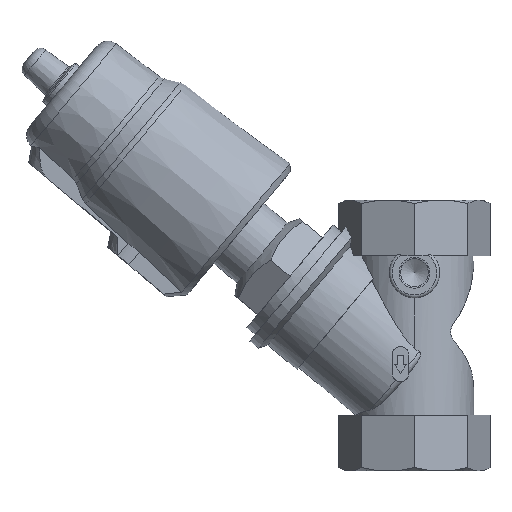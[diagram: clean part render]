
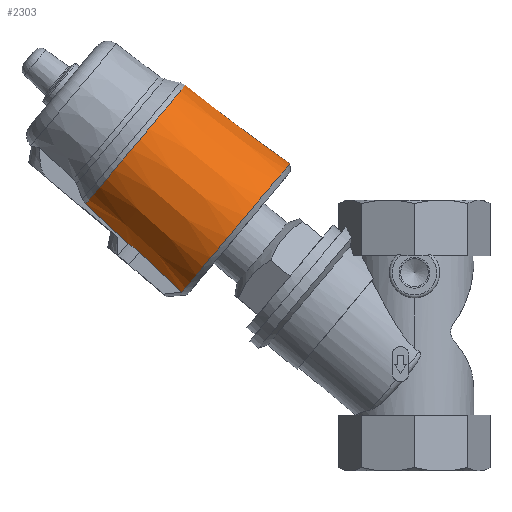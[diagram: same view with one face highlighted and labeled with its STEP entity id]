
A CAD part, left-side view. The second image highlights one B-rep face of the part: STEP entity #2303.
In plain terms, the highlighted conical face has half-angle 3 degrees and reference radius 28.445 mm.
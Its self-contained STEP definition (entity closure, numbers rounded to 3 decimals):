
#38=CONICAL_SURFACE('',#2549,28.445,0.052);
#467=B_SPLINE_CURVE_WITH_KNOTS('',3,(#3873,#3874,#3875,#3876,#3877,#3878,
#3879,#3880,#3881,#3882,#3883,#3884,#3885,#3886,#3887,#3888,#3889,#3890,
#3891,#3892,#3893,#3894,#3895,#3896,#3897,#3898,#3899,#3900,#3901,#3902,
#3903,#3904,#3905,#3906,#3907,#3908,#3909,#3910,#3911,#3912,#3913,#3914,
#3915),.UNSPECIFIED.,.F.,.F.,(4,1,1,1,1,1,1,1,1,1,1,1,1,1,1,1,1,1,1,1,1,
1,1,1,1,1,1,1,1,1,1,1,1,1,1,1,1,1,1,1,4),(0.107,0.112,
0.115,0.118,0.123,0.126,
0.129,0.131,0.134,0.137,
0.14,0.142,0.145,0.15,
0.153,0.156,0.161,0.164,
0.167,0.172,0.177,0.183,
0.188,0.194,0.199,0.205,
0.21,0.215,0.221,0.226,
0.232,0.237,0.243,0.248,
0.253,0.259,0.264,0.267,
0.27,0.275,0.28),.UNSPECIFIED.);
#481=B_SPLINE_CURVE_WITH_KNOTS('',3,(#4055,#4056,#4057,#4058),
 .UNSPECIFIED.,.F.,.F.,(4,4),(0.063,0.084),
 .UNSPECIFIED.);
#484=B_SPLINE_CURVE_WITH_KNOTS('',3,(#4072,#4073,#4074,#4075),
 .UNSPECIFIED.,.F.,.F.,(4,4),(0.063,0.084),
 .UNSPECIFIED.);
#486=B_SPLINE_CURVE_WITH_KNOTS('',3,(#4084,#4085,#4086,#4087,#4088),
 .UNSPECIFIED.,.F.,.F.,(4,1,4),(0.001,0.004,
0.007),.UNSPECIFIED.);
#488=B_SPLINE_CURVE_WITH_KNOTS('',3,(#4100,#4101,#4102,#4103),
 .UNSPECIFIED.,.F.,.F.,(4,4),(0.001,0.006),
 .UNSPECIFIED.);
#490=B_SPLINE_CURVE_WITH_KNOTS('',3,(#4116,#4117,#4118,#4119),
 .UNSPECIFIED.,.F.,.F.,(4,4),(0.001,0.022),
 .UNSPECIFIED.);
#491=B_SPLINE_CURVE_WITH_KNOTS('',3,(#4121,#4122,#4123,#4124),
 .UNSPECIFIED.,.F.,.F.,(4,4),(0.001,0.022),
 .UNSPECIFIED.);
#787=ORIENTED_EDGE('',*,*,#1380,.T.);
#788=ORIENTED_EDGE('',*,*,#1325,.T.);
#789=ORIENTED_EDGE('',*,*,#1381,.F.);
#790=ORIENTED_EDGE('',*,*,#1370,.F.);
#791=ORIENTED_EDGE('',*,*,#1367,.F.);
#792=ORIENTED_EDGE('',*,*,#1365,.T.);
#793=ORIENTED_EDGE('',*,*,#1363,.T.);
#794=ORIENTED_EDGE('',*,*,#1374,.F.);
#1325=EDGE_CURVE('',#1645,#1644,#467,.T.);
#1363=EDGE_CURVE('',#1675,#1674,#481,.T.);
#1365=EDGE_CURVE('',#1676,#1675,#1832,.T.);
#1367=EDGE_CURVE('',#1676,#1677,#484,.T.);
#1370=EDGE_CURVE('',#1677,#1679,#486,.T.);
#1374=EDGE_CURVE('',#1681,#1674,#488,.T.);
#1380=EDGE_CURVE('',#1681,#1645,#490,.T.);
#1381=EDGE_CURVE('',#1679,#1644,#491,.T.);
#1644=VERTEX_POINT('',#3872);
#1645=VERTEX_POINT('',#3916);
#1674=VERTEX_POINT('',#4054);
#1675=VERTEX_POINT('',#4059);
#1676=VERTEX_POINT('',#4066);
#1677=VERTEX_POINT('',#4076);
#1679=VERTEX_POINT('',#4089);
#1681=VERTEX_POINT('',#4098);
#1832=CIRCLE('',#2539,28.445);
#1926=EDGE_LOOP('',(#787,#788,#789,#790,#791,#792,#793,#794));
#2113=FACE_BOUND('',#1926,.T.);
#2303=ADVANCED_FACE('',(#2113),#38,.T.);
#2539=AXIS2_PLACEMENT_3D('',#4065,#2947,#2948);
#2549=AXIS2_PLACEMENT_3D('',#4125,#2972,#2973);
#2947=DIRECTION('',(0.643,-0.766,0.));
#2948=DIRECTION('',(0.766,0.643,0.));
#2972=DIRECTION('',(0.643,-0.766,0.));
#2973=DIRECTION('',(0.766,0.643,0.));
#3872=CARTESIAN_POINT('',(-64.064,83.317,10.));
#3873=CARTESIAN_POINT('',(-64.064,83.317,-10.));
#3874=CARTESIAN_POINT('',(-64.511,82.942,-11.705));
#3875=CARTESIAN_POINT('',(-65.349,82.238,-14.182));
#3876=CARTESIAN_POINT('',(-66.812,81.01,-17.301));
#3877=CARTESIAN_POINT('',(-68.455,79.632,-20.196));
#3878=CARTESIAN_POINT('',(-70.382,78.015,-22.802));
#3879=CARTESIAN_POINT('',(-72.574,76.175,-25.07));
#3880=CARTESIAN_POINT('',(-74.303,74.725,-26.554));
#3881=CARTESIAN_POINT('',(-76.123,73.197,-27.838));
#3882=CARTESIAN_POINT('',(-78.046,71.584,-28.92));
#3883=CARTESIAN_POINT('',(-80.031,69.918,-29.774));
#3884=CARTESIAN_POINT('',(-82.045,68.228,-30.391));
#3885=CARTESIAN_POINT('',(-84.094,66.509,-30.779));
#3886=CARTESIAN_POINT('',(-86.889,64.163,-30.982));
#3887=CARTESIAN_POINT('',(-89.651,61.845,-30.702));
#3888=CARTESIAN_POINT('',(-92.353,59.577,-29.959));
#3889=CARTESIAN_POINT('',(-95.035,57.327,-28.891));
#3890=CARTESIAN_POINT('',(-97.547,55.219,-27.392));
#3891=CARTESIAN_POINT('',(-99.893,53.25,-25.477));
#3892=CARTESIAN_POINT('',(-102.13,51.374,-23.268));
#3893=CARTESIAN_POINT('',(-104.577,49.32,-20.112));
#3894=CARTESIAN_POINT('',(-107.011,47.277,-15.623));
#3895=CARTESIAN_POINT('',(-108.773,45.799,-10.737));
#3896=CARTESIAN_POINT('',(-109.875,44.874,-5.442));
#3897=CARTESIAN_POINT('',(-110.241,44.567,0.007));
#3898=CARTESIAN_POINT('',(-109.876,44.874,5.433));
#3899=CARTESIAN_POINT('',(-108.774,45.798,10.733));
#3900=CARTESIAN_POINT('',(-107.013,47.276,15.619));
#3901=CARTESIAN_POINT('',(-104.58,49.318,20.108));
#3902=CARTESIAN_POINT('',(-101.64,51.785,23.901));
#3903=CARTESIAN_POINT('',(-98.17,54.696,27.024));
#3904=CARTESIAN_POINT('',(-94.411,57.851,29.263));
#3905=CARTESIAN_POINT('',(-90.329,61.276,30.637));
#3906=CARTESIAN_POINT('',(-86.208,64.734,31.05));
#3907=CARTESIAN_POINT('',(-82.016,68.252,30.507));
#3908=CARTESIAN_POINT('',(-78.035,71.593,29.042));
#3909=CARTESIAN_POINT('',(-74.244,74.774,26.649));
#3910=CARTESIAN_POINT('',(-71.455,77.114,24.015));
#3911=CARTESIAN_POINT('',(-69.417,78.824,21.499));
#3912=CARTESIAN_POINT('',(-67.587,80.36,18.798));
#3913=CARTESIAN_POINT('',(-65.646,81.989,15.048));
#3914=CARTESIAN_POINT('',(-64.51,82.942,11.704));
#3915=CARTESIAN_POINT('',(-64.064,83.317,10.));
#3916=CARTESIAN_POINT('',(-64.064,83.317,-10.));
#4054=CARTESIAN_POINT('',(-81.554,102.678,-8.5));
#4055=CARTESIAN_POINT('',(-95.675,117.747,-8.5));
#4056=CARTESIAN_POINT('',(-90.967,112.725,-8.5));
#4057=CARTESIAN_POINT('',(-86.261,107.702,-8.5));
#4058=CARTESIAN_POINT('',(-81.554,102.678,-8.5));
#4059=CARTESIAN_POINT('',(-95.675,117.747,-8.5));
#4065=CARTESIAN_POINT('',(-116.47,100.298,0.));
#4066=CARTESIAN_POINT('',(-95.675,117.747,8.5));
#4072=CARTESIAN_POINT('',(-95.675,117.747,8.5));
#4073=CARTESIAN_POINT('',(-90.967,112.725,8.5));
#4074=CARTESIAN_POINT('',(-86.261,107.702,8.5));
#4075=CARTESIAN_POINT('',(-81.554,102.678,8.5));
#4076=CARTESIAN_POINT('',(-81.554,102.678,8.5));
#4084=CARTESIAN_POINT('',(-81.554,102.678,8.5));
#4085=CARTESIAN_POINT('',(-81.131,102.014,8.984));
#4086=CARTESIAN_POINT('',(-80.149,100.596,9.742));
#4087=CARTESIAN_POINT('',(-78.963,99.195,10.));
#4088=CARTESIAN_POINT('',(-78.323,98.513,10.));
#4089=CARTESIAN_POINT('',(-78.323,98.513,10.));
#4098=CARTESIAN_POINT('',(-78.323,98.513,-10.));
#4100=CARTESIAN_POINT('',(-78.323,98.513,-10.));
#4101=CARTESIAN_POINT('',(-79.588,99.861,-10.));
#4102=CARTESIAN_POINT('',(-80.698,101.335,-9.479));
#4103=CARTESIAN_POINT('',(-81.554,102.678,-8.5));
#4116=CARTESIAN_POINT('',(-78.323,98.513,-10.));
#4117=CARTESIAN_POINT('',(-73.569,93.448,-10.));
#4118=CARTESIAN_POINT('',(-68.816,88.383,-10.));
#4119=CARTESIAN_POINT('',(-64.064,83.317,-10.));
#4121=CARTESIAN_POINT('',(-78.323,98.513,10.));
#4122=CARTESIAN_POINT('',(-73.569,93.448,10.));
#4123=CARTESIAN_POINT('',(-68.816,88.383,10.));
#4124=CARTESIAN_POINT('',(-64.064,83.317,10.));
#4125=CARTESIAN_POINT('',(-116.47,100.298,0.));
